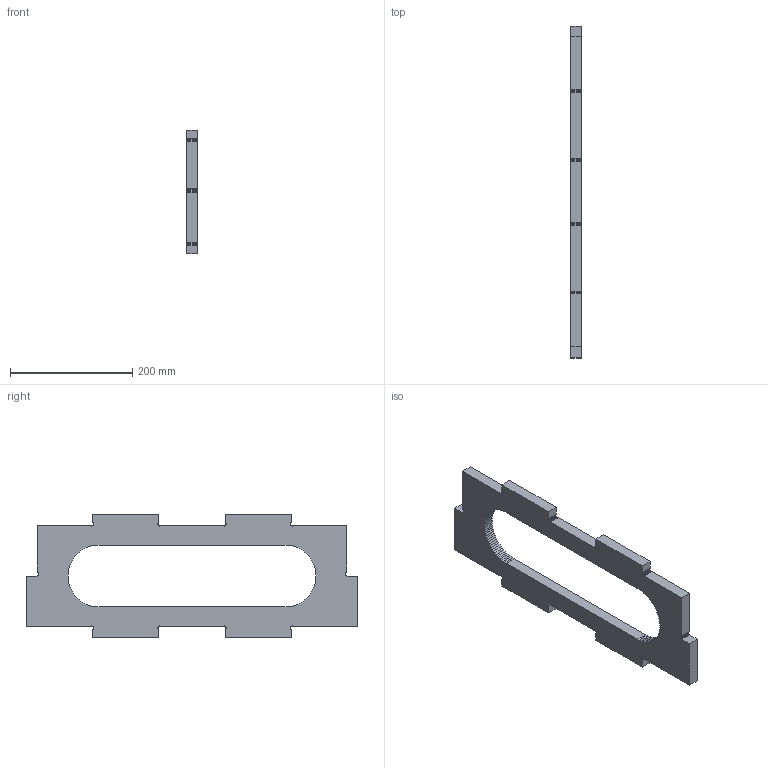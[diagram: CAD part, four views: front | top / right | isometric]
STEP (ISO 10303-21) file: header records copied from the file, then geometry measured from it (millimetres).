
FILE_DESCRIPTION(('FreeCAD Model'),'2;1');
FILE_NAME('side.step', '2017-12-02T22:09:49',('Author'),(''), 'Open CASCADE STEP processor 7.1','FreeCAD','Unknown');
FILE_SCHEMA(('AUTOMOTIVE_DESIGN { 1 0 10303 214 1 1 1 1 }'));
Length unit declared in the file: millimetre
Products named in the file (1): refine_difference
Bounding box: 18 x 544 x 203.2 mm (x, y, z)
Volume: 1014706.5 mm3; surface area: 158140.9 mm2
Topology: 1 solids, 1 shells, 584 faces, 1746 edges, 1164 vertices
Faces by surface type: plane 584
Entity records: 41541 total; most frequent: CARTESIAN_POINT 7399, DIRECTION 5996, LINE 4826, VECTOR 4826, ORIENTED_EDGE 3492, PCURVE 3492, DEFINITIONAL_REPRESENTATION 3492, EDGE_CURVE 1746
